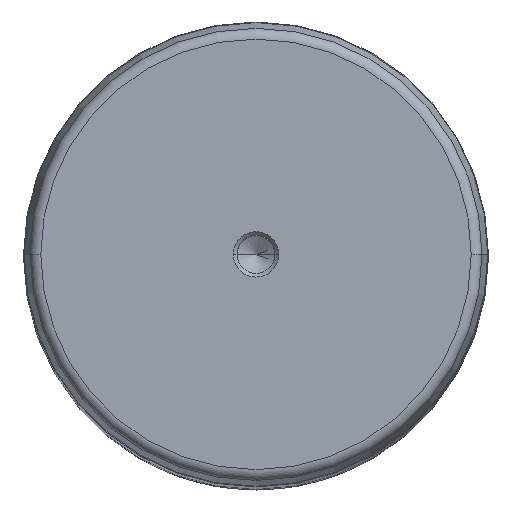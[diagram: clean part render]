
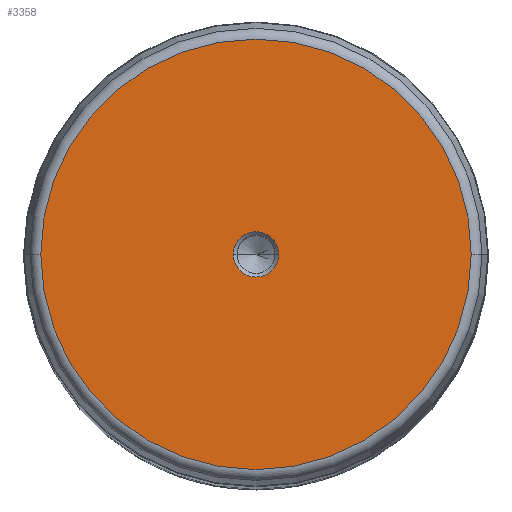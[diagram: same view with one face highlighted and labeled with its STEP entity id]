
A CAD part, top view. The second image highlights one B-rep face of the part: STEP entity #3358.
In plain terms, the highlighted planar face has unit normal (0, 0, 1).
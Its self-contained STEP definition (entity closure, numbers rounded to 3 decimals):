
#58 = PLANE ( 'NONE',  #3524 ) ;
#73 = CIRCLE ( 'NONE', #2099, 57.879 ) ;
#104 = CARTESIAN_POINT ( 'NONE',  ( 0., 0., 500. ) ) ;
#213 = EDGE_CURVE ( 'NONE', #986, #1683, #1575, .T. ) ;
#278 = FACE_OUTER_BOUND ( 'NONE', #3211, .T. ) ;
#414 = ORIENTED_EDGE ( 'NONE', *, *, #1434, .F. ) ;
#453 = CIRCLE ( 'NONE', #1613, 57.879 ) ;
#617 = DIRECTION ( 'NONE',  ( 0., 0., 1. ) ) ;
#649 = CARTESIAN_POINT ( 'NONE',  ( 0., 0., 500. ) ) ;
#771 = ORIENTED_EDGE ( 'NONE', *, *, #213, .T. ) ;
#807 = ORIENTED_EDGE ( 'NONE', *, *, #1530, .T. ) ;
#896 = DIRECTION ( 'NONE',  ( 1., 0., 0. ) ) ;
#917 = AXIS2_PLACEMENT_3D ( 'NONE', #649, #2606, #3449 ) ;
#986 = VERTEX_POINT ( 'NONE', #2031 ) ;
#1024 = VERTEX_POINT ( 'NONE', #1481 ) ;
#1180 = CARTESIAN_POINT ( 'NONE',  ( 0., 0., 500. ) ) ;
#1298 = ORIENTED_EDGE ( 'NONE', *, *, #1619, .F. ) ;
#1424 = AXIS2_PLACEMENT_3D ( 'NONE', #3530, #1868, #3570 ) ;
#1434 = EDGE_CURVE ( 'NONE', #1024, #2158, #73, .T. ) ;
#1473 = CIRCLE ( 'NONE', #1424, 6.1 ) ;
#1481 = CARTESIAN_POINT ( 'NONE',  ( 57.879, 0., 500. ) ) ;
#1530 = EDGE_CURVE ( 'NONE', #1683, #986, #1473, .T. ) ;
#1575 = CIRCLE ( 'NONE', #917, 6.1 ) ;
#1613 = AXIS2_PLACEMENT_3D ( 'NONE', #1180, #2008, #3353 ) ;
#1619 = EDGE_CURVE ( 'NONE', #2158, #1024, #453, .T. ) ;
#1683 = VERTEX_POINT ( 'NONE', #3124 ) ;
#1868 = DIRECTION ( 'NONE',  ( 0., 0., -1. ) ) ;
#2008 = DIRECTION ( 'NONE',  ( 0., 0., -1. ) ) ;
#2031 = CARTESIAN_POINT ( 'NONE',  ( -6.1, 0., 500. ) ) ;
#2079 = CARTESIAN_POINT ( 'NONE',  ( -57.879, 0., 500. ) ) ;
#2099 = AXIS2_PLACEMENT_3D ( 'NONE', #104, #3445, #2610 ) ;
#2158 = VERTEX_POINT ( 'NONE', #2079 ) ;
#2283 = CARTESIAN_POINT ( 'NONE',  ( 0., 0., 500. ) ) ;
#2606 = DIRECTION ( 'NONE',  ( 0., 0., -1. ) ) ;
#2610 = DIRECTION ( 'NONE',  ( -1., 0., 0. ) ) ;
#3124 = CARTESIAN_POINT ( 'NONE',  ( 6.1, 0., 500. ) ) ;
#3166 = EDGE_LOOP ( 'NONE', ( #807, #771 ) ) ;
#3211 = EDGE_LOOP ( 'NONE', ( #1298, #414 ) ) ;
#3353 = DIRECTION ( 'NONE',  ( -1., 0., 0. ) ) ;
#3358 = ADVANCED_FACE ( 'NONE', ( #3457, #278 ), #58, .T. ) ;
#3445 = DIRECTION ( 'NONE',  ( 0., 0., -1. ) ) ;
#3449 = DIRECTION ( 'NONE',  ( 1., 0., 0. ) ) ;
#3457 = FACE_BOUND ( 'NONE', #3166, .T. ) ;
#3524 = AXIS2_PLACEMENT_3D ( 'NONE', #2283, #617, #896 ) ;
#3530 = CARTESIAN_POINT ( 'NONE',  ( 0., 0., 500. ) ) ;
#3570 = DIRECTION ( 'NONE',  ( 1., 0., 0. ) ) ;
